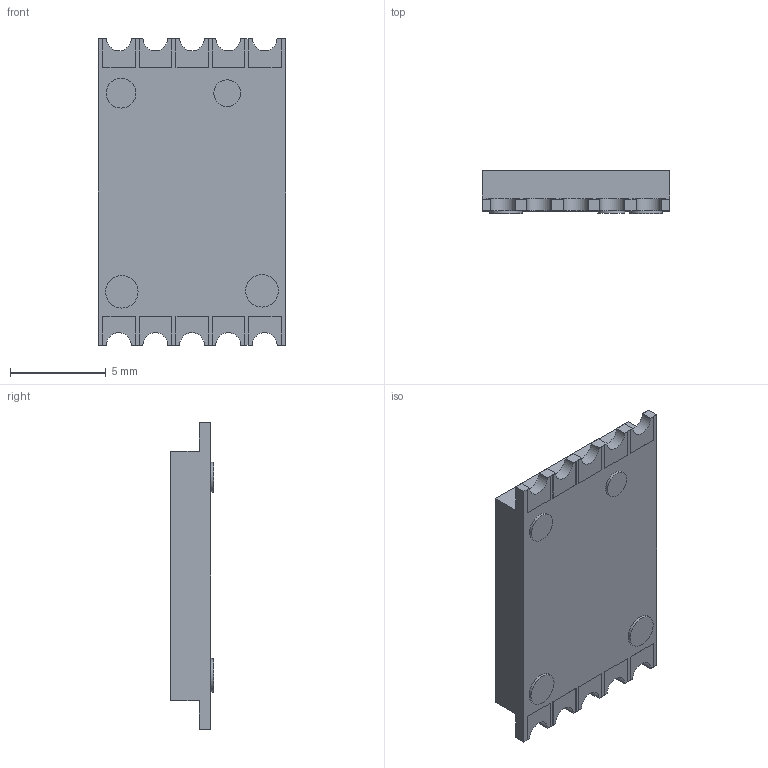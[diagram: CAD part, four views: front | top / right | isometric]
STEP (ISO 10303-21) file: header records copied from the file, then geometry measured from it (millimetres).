
FILE_DESCRIPTION((''),'2;1');
FILE_NAME('vdmx10a1.stp','2014-01-17T08:29:49',('gobenland'),(''),'Autodesk Inventor 2013','Autodesk Inventor 2013','');
FILE_SCHEMA(('AUTOMOTIVE_DESIGN { 1 0 10303 214 1 1 1 1 }'));
Length unit declared in the file: millimetre
Products named in the file (1): vdmx10a1
Bounding box: 9.8 x 2.24 x 16 mm (x, y, z)
Volume: 282.6 mm3; surface area: 407.6 mm2
Topology: 1 solids, 1 shells, 209 faces, 585 edges, 390 vertices
Faces by surface type: plane 194, cylinder 15
Full cylindrical faces by diameter (mm): 1.2 x1, 1.4 x1, 1.55 x1, 1.7 x2
Entity records: 6705 total; most frequent: CARTESIAN_POINT 1180, ORIENTED_EDGE 1160, DIRECTION 1070, EDGE_CURVE 580, VECTOR 510, LINE 510, VERTEX_POINT 390, AXIS2_PLACEMENT_3D 280
